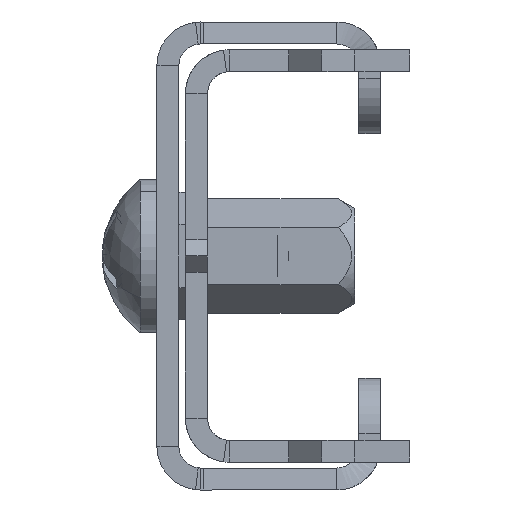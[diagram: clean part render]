
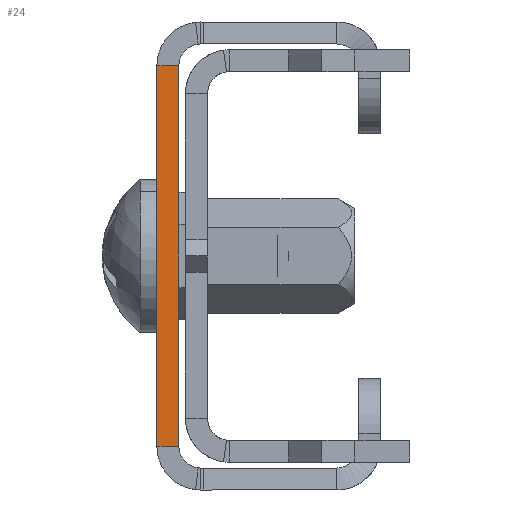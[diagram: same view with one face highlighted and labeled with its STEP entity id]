
A CAD part, left-side view. The second image highlights one B-rep face of the part: STEP entity #24.
In plain terms, the highlighted planar face has unit normal (-1, 0, 0).
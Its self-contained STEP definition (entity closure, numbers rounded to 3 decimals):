
#24 = ADVANCED_FACE ( 'NONE', ( #8651 ), #3939, .T. ) ;
#659 = VERTEX_POINT ( 'NONE', #12364 ) ;
#1229 = DIRECTION ( 'NONE',  ( -1., 0., 0. ) ) ;
#1524 = CARTESIAN_POINT ( 'NONE',  ( -12.5, -2., 45.1 ) ) ;
#2417 = DIRECTION ( 'NONE',  ( 0., -1., 0. ) ) ;
#2666 = LINE ( 'NONE', #1524, #11538 ) ;
#2911 = ORIENTED_EDGE ( 'NONE', *, *, #9994, .F. ) ;
#3241 = DIRECTION ( 'NONE',  ( 0., 0., 1. ) ) ;
#3939 = PLANE ( 'NONE',  #6969 ) ;
#3983 = VECTOR ( 'NONE', #11174, 1000. ) ;
#4309 = CARTESIAN_POINT ( 'NONE',  ( -12.5, 0., 17.275 ) ) ;
#4597 = VECTOR ( 'NONE', #2417, 1000. ) ;
#5458 = VECTOR ( 'NONE', #3241, 1000. ) ;
#6188 = LINE ( 'NONE', #11156, #4597 ) ;
#6732 = EDGE_LOOP ( 'NONE', ( #2911, #14382, #7701, #9241 ) ) ;
#6969 = AXIS2_PLACEMENT_3D ( 'NONE', #11438, #1229, #13742 ) ;
#7193 = CARTESIAN_POINT ( 'NONE',  ( -12.5, 0., -17.275 ) ) ;
#7372 = EDGE_CURVE ( 'NONE', #9810, #659, #8392, .T. ) ;
#7701 = ORIENTED_EDGE ( 'NONE', *, *, #9884, .T. ) ;
#8392 = LINE ( 'NONE', #14797, #3983 ) ;
#8608 = CARTESIAN_POINT ( 'NONE',  ( -12.5, -2., 17.275 ) ) ;
#8651 = FACE_OUTER_BOUND ( 'NONE', #6732, .T. ) ;
#9241 = ORIENTED_EDGE ( 'NONE', *, *, #15183, .F. ) ;
#9441 = LINE ( 'NONE', #14277, #5458 ) ;
#9810 = VERTEX_POINT ( 'NONE', #7193 ) ;
#9884 = EDGE_CURVE ( 'NONE', #659, #11437, #2666, .T. ) ;
#9994 = EDGE_CURVE ( 'NONE', #9810, #14262, #9441, .T. ) ;
#11156 = CARTESIAN_POINT ( 'NONE',  ( -12.5, -2., 17.275 ) ) ;
#11174 = DIRECTION ( 'NONE',  ( 0., -1., 0. ) ) ;
#11437 = VERTEX_POINT ( 'NONE', #8608 ) ;
#11438 = CARTESIAN_POINT ( 'NONE',  ( -12.5, -2., 45.1 ) ) ;
#11538 = VECTOR ( 'NONE', #12706, 1000. ) ;
#12364 = CARTESIAN_POINT ( 'NONE',  ( -12.5, -2., -17.275 ) ) ;
#12706 = DIRECTION ( 'NONE',  ( 0., 0., 1. ) ) ;
#13742 = DIRECTION ( 'NONE',  ( 0., 0., 1. ) ) ;
#14262 = VERTEX_POINT ( 'NONE', #4309 ) ;
#14277 = CARTESIAN_POINT ( 'NONE',  ( -12.5, 0., 45.1 ) ) ;
#14382 = ORIENTED_EDGE ( 'NONE', *, *, #7372, .T. ) ;
#14797 = CARTESIAN_POINT ( 'NONE',  ( -12.5, -2., -17.275 ) ) ;
#15183 = EDGE_CURVE ( 'NONE', #14262, #11437, #6188, .T. ) ;
